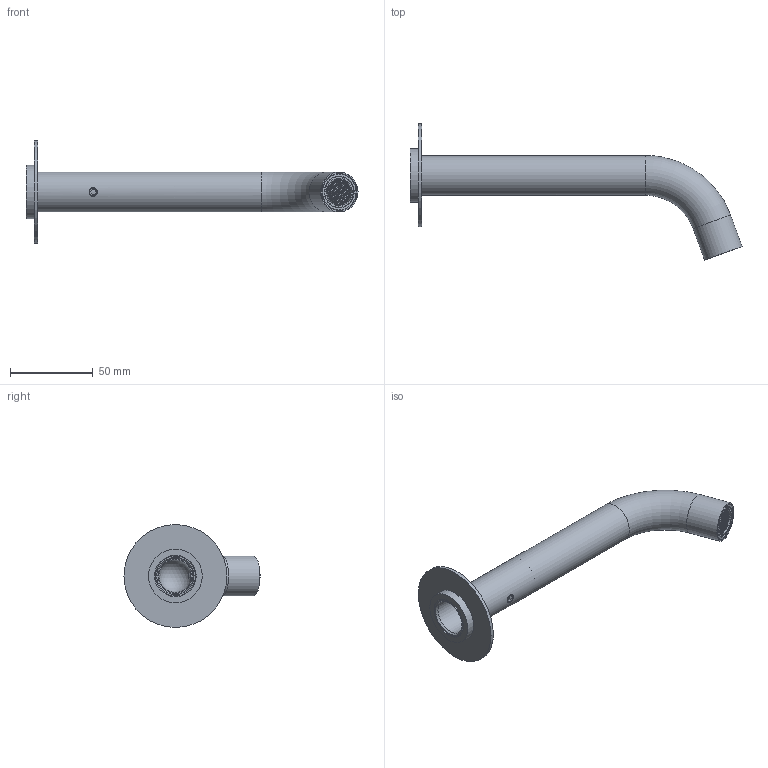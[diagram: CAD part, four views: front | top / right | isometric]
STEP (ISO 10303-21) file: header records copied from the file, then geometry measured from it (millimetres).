
FILE_DESCRIPTION (( 'STEP AP203' ), '1' );
FILE_NAME ('AAZ310516.STEP', '2024-09-13T11:51:57', ( '' ), ( '' ), 'SwSTEP 2.0', 'SolidWorks 2021', '' );
FILE_SCHEMA (( 'CONFIG_CONTROL_DESIGN' ));
Length unit declared in the file: millimetre
Products named in the file (1): AAZ310516
Bounding box: 200 x 82 x 62 mm (x, y, z)
Volume: 37598.1 mm3; surface area: 52287.4 mm2
Topology: 9 solids, 9 shells, 651 faces, 1901 edges, 1242 vertices
Faces by surface type: plane 585, cylinder 45, cone 13, torus 5, sphere 2, bspline 1
Full cylindrical faces by diameter (mm): 4.2 x1, 5 x1, 15 x1, 16.5 x1, 17 x2, 17.75 x1, 18.5 x2, 18.75 x1, 20 x1, 21 x3, 22 x2, 23 x1, 24 x2, 24.5 x1, 25 x1, 29 x1, 32.3 x1, 62 x1
Entity records: 22634 total; most frequent: CARTESIAN_POINT 6236, ORIENTED_EDGE 3666, DIRECTION 2759, EDGE_CURVE 1833, VERTEX_POINT 1225, VECTOR 1147, LINE 1147, EDGE_LOOP 868
